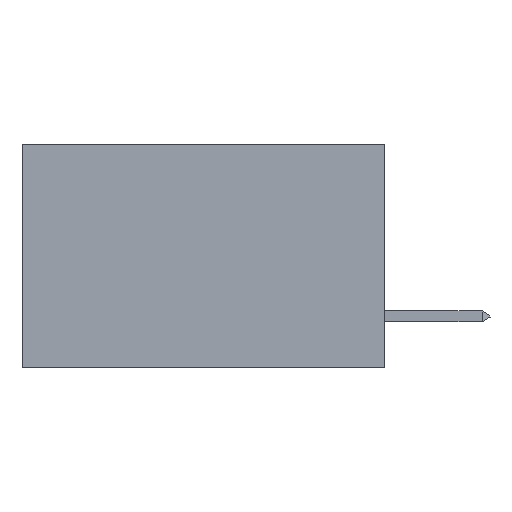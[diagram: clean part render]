
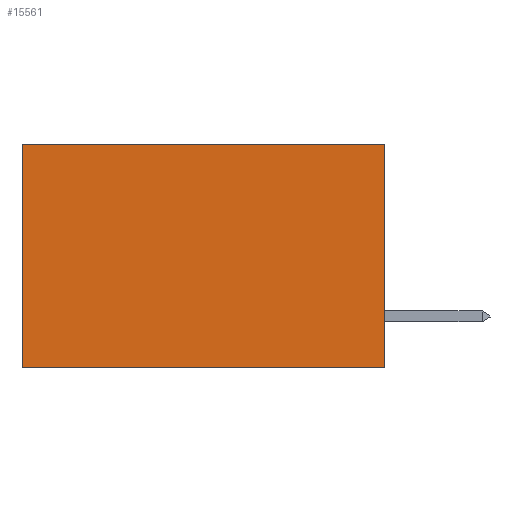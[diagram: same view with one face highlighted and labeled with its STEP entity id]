
A CAD part, left-side view. The second image highlights one B-rep face of the part: STEP entity #15561.
In plain terms, the highlighted planar face has unit normal (-1, 0, 0).
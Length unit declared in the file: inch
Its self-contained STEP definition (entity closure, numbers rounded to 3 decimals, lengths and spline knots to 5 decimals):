
#441 = VECTOR ( 'NONE', #9252, 39.37008 ) ;
#1222 = AXIS2_PLACEMENT_3D ( 'NONE', #6628, #15336, #8116 ) ;
#1977 = ORIENTED_EDGE ( 'NONE', *, *, #14861, .F. ) ;
#2090 = CARTESIAN_POINT ( 'NONE',  ( 0.2875, 0.6, 0. ) ) ;
#2287 = PLANE ( 'NONE',  #1222 ) ;
#3472 = CARTESIAN_POINT ( 'NONE',  ( 0.2875, 0., 0. ) ) ;
#3858 = CARTESIAN_POINT ( 'NONE',  ( 0.2875, 0.6, -0.37 ) ) ;
#4217 = LINE ( 'NONE', #18430, #8217 ) ;
#4546 = VECTOR ( 'NONE', #10225, 39.37008 ) ;
#5432 = EDGE_LOOP ( 'NONE', ( #9405, #8466, #1977, #7647 ) ) ;
#5740 = VERTEX_POINT ( 'NONE', #14717 ) ;
#6049 = EDGE_CURVE ( 'NONE', #18061, #17725, #4217, .T. ) ;
#6628 = CARTESIAN_POINT ( 'NONE',  ( 0.2875, 0., 0. ) ) ;
#7375 = CARTESIAN_POINT ( 'NONE',  ( 0.2875, 0.6, 0. ) ) ;
#7392 = VERTEX_POINT ( 'NONE', #2090 ) ;
#7647 = ORIENTED_EDGE ( 'NONE', *, *, #12935, .T. ) ;
#8116 = DIRECTION ( 'NONE',  ( 0., 0., -1. ) ) ;
#8217 = VECTOR ( 'NONE', #15725, 39.37008 ) ;
#8466 = ORIENTED_EDGE ( 'NONE', *, *, #6049, .F. ) ;
#8970 = LINE ( 'NONE', #3472, #441 ) ;
#9252 = DIRECTION ( 'NONE',  ( 0., 0., -1. ) ) ;
#9405 = ORIENTED_EDGE ( 'NONE', *, *, #12312, .T. ) ;
#10225 = DIRECTION ( 'NONE',  ( 0., 1., 0. ) ) ;
#10604 = LINE ( 'NONE', #17355, #4546 ) ;
#10783 = CARTESIAN_POINT ( 'NONE',  ( 0.2875, 0., -0.37 ) ) ;
#12312 = EDGE_CURVE ( 'NONE', #7392, #17725, #17720, .T. ) ;
#12935 = EDGE_CURVE ( 'NONE', #5740, #7392, #10604, .T. ) ;
#14632 = DIRECTION ( 'NONE',  ( 0., 0., -1. ) ) ;
#14717 = CARTESIAN_POINT ( 'NONE',  ( 0.2875, 0., 0. ) ) ;
#14861 = EDGE_CURVE ( 'NONE', #5740, #18061, #8970, .T. ) ;
#15336 = DIRECTION ( 'NONE',  ( 1., 0., 0. ) ) ;
#15561 = ADVANCED_FACE ( 'NONE', ( #18042 ), #2287, .F. ) ;
#15725 = DIRECTION ( 'NONE',  ( 0., 1., 0. ) ) ;
#17355 = CARTESIAN_POINT ( 'NONE',  ( 0.2875, 0., 0. ) ) ;
#17720 = LINE ( 'NONE', #7375, #17939 ) ;
#17725 = VERTEX_POINT ( 'NONE', #3858 ) ;
#17939 = VECTOR ( 'NONE', #14632, 39.37008 ) ;
#18042 = FACE_OUTER_BOUND ( 'NONE', #5432, .T. ) ;
#18061 = VERTEX_POINT ( 'NONE', #10783 ) ;
#18430 = CARTESIAN_POINT ( 'NONE',  ( 0.2875, 0., -0.37 ) ) ;
